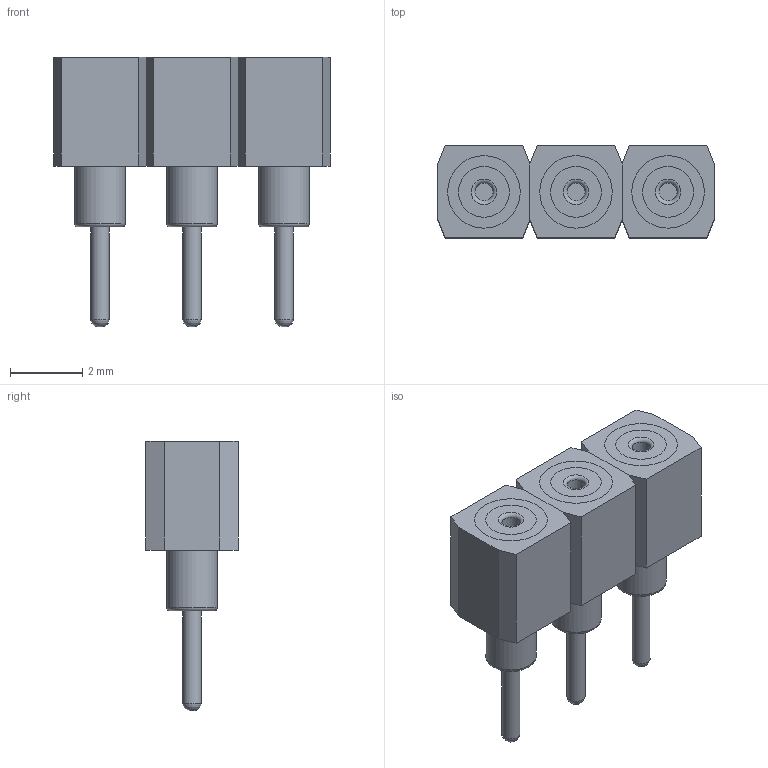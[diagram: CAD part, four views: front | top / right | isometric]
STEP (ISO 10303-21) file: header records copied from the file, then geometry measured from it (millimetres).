
FILE_DESCRIPTION(('FreeCAD Model'),'2;1');
FILE_NAME('Precision_Socket_Strip_Straight_L3.0_P2.5_01x03.step','2019-08-27T02:04:02',('Author'),(''), 'Open CASCADE STEP processor 6.8','FreeCAD','Unknown');
FILE_SCHEMA(('AUTOMOTIVE_DESIGN { 1 0 10303 214 1 1 1 1 }'));
Length unit declared in the file: millimetre
Products named in the file (1): Precision_Socket_Strip_Straight_L3.0_P2.5_01x03
Bounding box: 7.62 x 2.54 x 7.43 mm (x, y, z)
Volume: 62.9 mm3; surface area: 159.7 mm2
Topology: 1 solids, 1 shells, 59 faces, 115 edges, 73 vertices
Faces by surface type: plane 41, cylinder 9, torus 6, revolution 3
Full cylindrical faces by diameter (mm): 0.5 x6, 1.4 x3
Entity records: 1950 total; most frequent: DIRECTION 274, CARTESIAN_POINT 269, ORIENTED_EDGE 230, EDGE_CURVE 115, AXIS2_PLACEMENT_3D 99, FACE_BOUND 74, EDGE_LOOP 74, VERTEX_POINT 73
